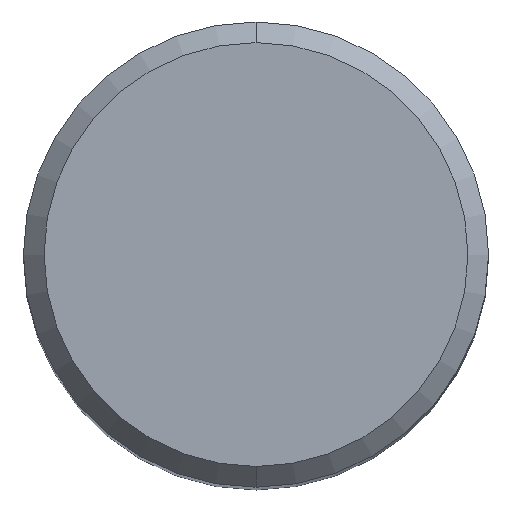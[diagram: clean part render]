
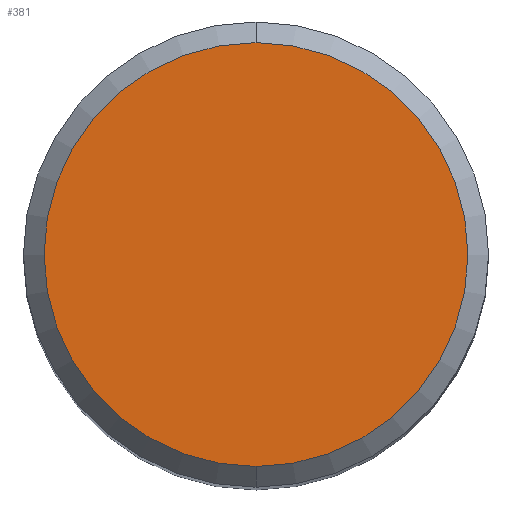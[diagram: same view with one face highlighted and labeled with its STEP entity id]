
A CAD part, top view. The second image highlights one B-rep face of the part: STEP entity #381.
In plain terms, the highlighted planar face has unit normal (0, 0, 1).
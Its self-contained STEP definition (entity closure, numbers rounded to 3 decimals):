
#219=EDGE_CURVE('',#417,#435,#532,.T.);
#355=EDGE_CURVE('',#435,#417,#683,.T.);
#381=ADVANCED_FACE('',(#712),#713,.T.);
#417=VERTEX_POINT('',#752);
#435=VERTEX_POINT('',#771);
#532=CIRCLE('',#937,8.2);
#683=CIRCLE('',#1262,8.2);
#712=FACE_OUTER_BOUND('',#1310,.T.);
#713=PLANE('',#1311);
#752=CARTESIAN_POINT('',(0.,-8.2,0.0));
#771=CARTESIAN_POINT('',(0.0,8.2,0.0));
#937=AXIS2_PLACEMENT_3D('',#1575,#1576,#1577);
#1262=AXIS2_PLACEMENT_3D('',#1742,#1743,#1744);
#1310=EDGE_LOOP('',(#1778,#1779));
#1311=AXIS2_PLACEMENT_3D('',#1780,#1781,#1782);
#1575=CARTESIAN_POINT('',(0.0,0.0,0.0));
#1576=DIRECTION('',(0.0,0.0,-1.0));
#1577=DIRECTION('',(0.0,1.0,0.0));
#1742=CARTESIAN_POINT('',(0.0,0.0,0.0));
#1743=DIRECTION('',(0.0,0.0,-1.0));
#1744=DIRECTION('',(0.0,1.0,0.0));
#1778=ORIENTED_EDGE('',*,*,#355,.F.);
#1779=ORIENTED_EDGE('',*,*,#219,.F.);
#1780=CARTESIAN_POINT('',(0.0,4.1,0.0));
#1781=DIRECTION('',(-0.0,0.0,1.0));
#1782=DIRECTION('',(0.0,-1.0,0.0));
